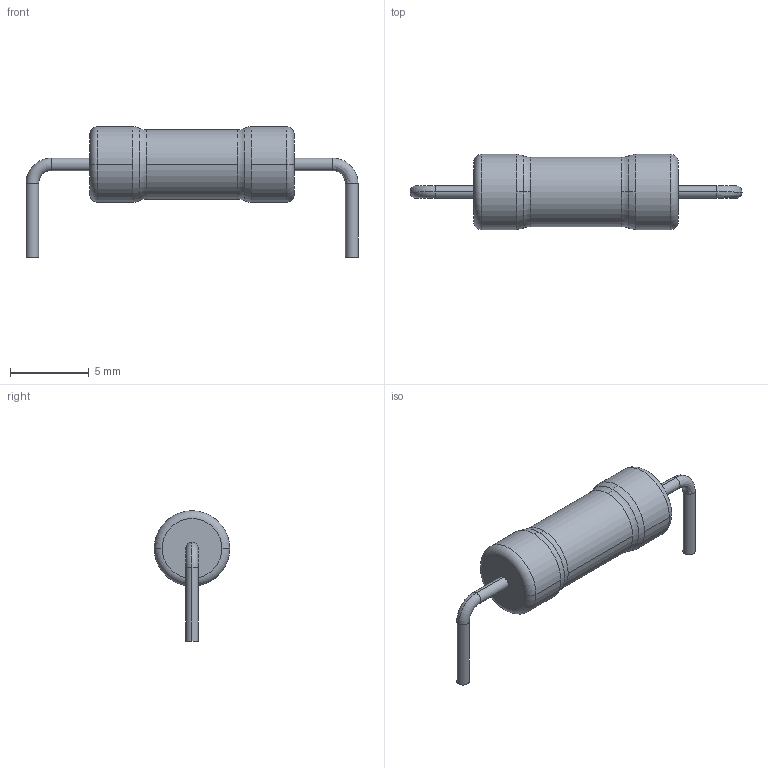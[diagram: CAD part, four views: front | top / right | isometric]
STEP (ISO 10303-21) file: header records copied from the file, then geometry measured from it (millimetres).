
FILE_DESCRIPTION((''),'2;1');
FILE_NAME('RES_VISHAY_AC03_3d.stp','2015-07-13T11:07:21',(''),(''),'Mechanical Desktop 2011','Mechanical Desktop 2011',', , ');
FILE_SCHEMA(('AUTOMOTIVE_DESIGN { 1 2 10303 214 1 1 1 1 }'));
Length unit declared in the file: millimetre
Products named in the file (1): Product
Bounding box: 21.12 x 4.8 x 8.3 mm (x, y, z)
Volume: 223.5 mm3; surface area: 265.5 mm2
Topology: 3 solids, 3 shells, 36 faces, 76 edges, 46 vertices
Faces by surface type: bspline 12, torus 10, cylinder 10, plane 4
Entity records: 1332 total; most frequent: CARTESIAN_POINT 497, DIRECTION 188, ORIENTED_EDGE 152, AXIS2_PLACEMENT_3D 87, EDGE_CURVE 76, CIRCLE 62, VERTEX_POINT 46, EDGE_LOOP 36
